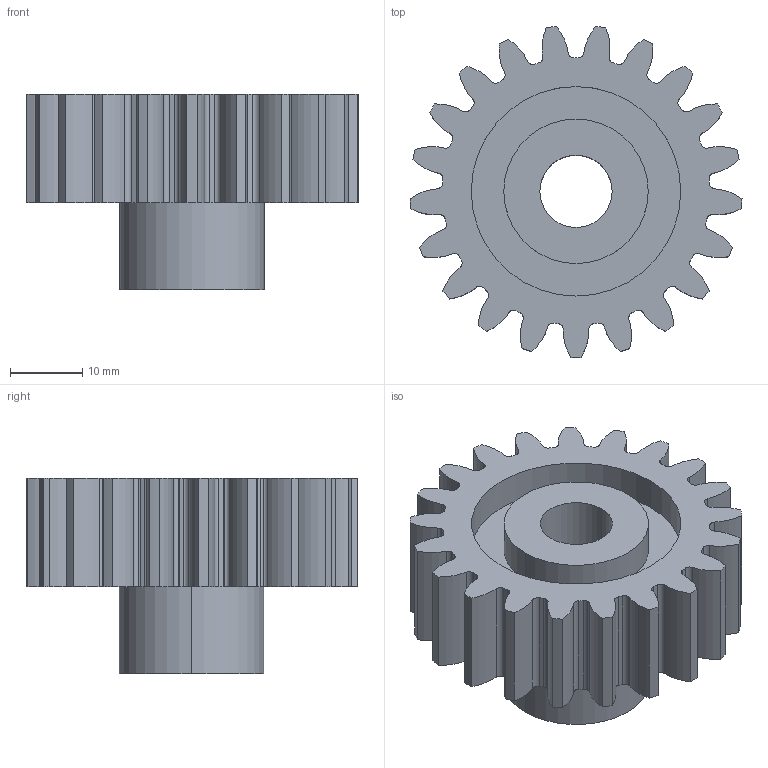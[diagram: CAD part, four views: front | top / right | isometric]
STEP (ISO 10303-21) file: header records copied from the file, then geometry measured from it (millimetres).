
FILE_DESCRIPTION (( 'STEP AP214' ), '1' );
FILE_NAME ('119-020-021.step', '2010-07-19T15:42:24', ( 'WMH Herion Antriebstechnik GmbH' ), ( 'WMH Herion Antriebstechnik GmbH' ), 'SwSTEP 2.0', 'SolidWorks 2010', '' );
FILE_SCHEMA (( 'AUTOMOTIVE_DESIGN' ));
Length unit declared in the file: millimetre
Products named in the file (1): 119-020-021
Bounding box: 45.95 x 45.84 x 27 mm (x, y, z)
Volume: 18966.2 mm3; surface area: 9468.5 mm2
Topology: 1 solids, 1 shells, 156 faces, 450 edges, 300 vertices
Faces by surface type: cylinder 150, plane 6
Entity records: 5352 total; most frequent: DIRECTION 1064, CARTESIAN_POINT 907, ORIENTED_EDGE 900, AXIS2_PLACEMENT_3D 457, EDGE_CURVE 450, CIRCLE 300, VERTEX_POINT 300, EDGE_LOOP 162
